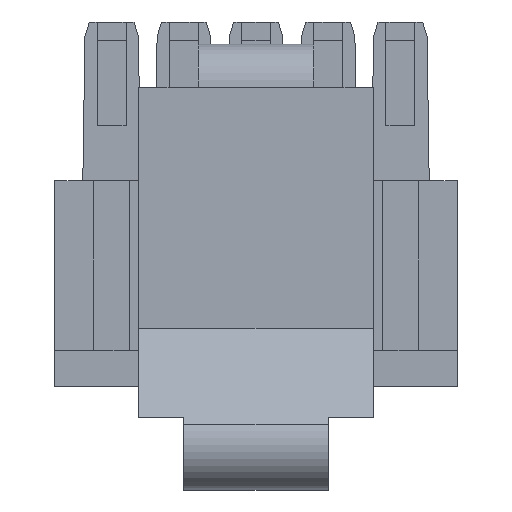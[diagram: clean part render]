
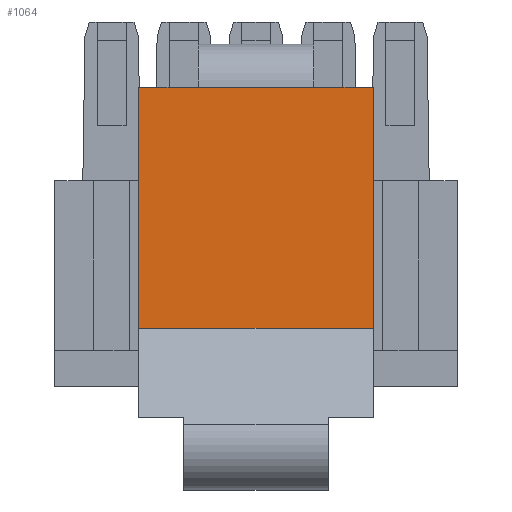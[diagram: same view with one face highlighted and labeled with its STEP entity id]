
A CAD part, top view. The second image highlights one B-rep face of the part: STEP entity #1064.
In plain terms, the highlighted planar face has unit normal (0, 0, 1).
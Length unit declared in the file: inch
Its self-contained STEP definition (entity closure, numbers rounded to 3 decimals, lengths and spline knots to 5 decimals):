
#1064 = ADVANCED_FACE( '', ( #2272 ), #2273, .F. );
#2272 = FACE_OUTER_BOUND( '', #3603, .T. );
#2273 = PLANE( '', #3604 );
#3603 = EDGE_LOOP( '', ( #6890, #6891, #6892, #6893, #6894, #6895, #6896, #6897, #6898, #6899 ) );
#3604 = AXIS2_PLACEMENT_3D( '', #6900, #6901, #6902 );
#6890 = ORIENTED_EDGE( '', *, *, #8391, .F. );
#6891 = ORIENTED_EDGE( '', *, *, #8308, .F. );
#6892 = ORIENTED_EDGE( '', *, *, #9496, .T. );
#6893 = ORIENTED_EDGE( '', *, *, #9497, .T. );
#6894 = ORIENTED_EDGE( '', *, *, #9359, .F. );
#6895 = ORIENTED_EDGE( '', *, *, #9293, .T. );
#6896 = ORIENTED_EDGE( '', *, *, #9307, .F. );
#6897 = ORIENTED_EDGE( '', *, *, #8248, .F. );
#6898 = ORIENTED_EDGE( '', *, *, #9200, .F. );
#6899 = ORIENTED_EDGE( '', *, *, #8573, .F. );
#6900 = CARTESIAN_POINT( '', ( 0.06, 0.354, 0.255 ) );
#6901 = DIRECTION( '', ( 0., 0., -1. ) );
#6902 = DIRECTION( '', ( -1., 0., 0. ) );
#8248 = EDGE_CURVE( '', #10016, #10018, #10019, .T. );
#8308 = EDGE_CURVE( '', #10125, #10126, #10127, .T. );
#8391 = EDGE_CURVE( '', #10126, #10268, #10269, .T. );
#8573 = EDGE_CURVE( '', #10268, #10572, #10573, .T. );
#9200 = EDGE_CURVE( '', #10572, #10016, #11531, .T. );
#9293 = EDGE_CURVE( '', #11660, #11658, #11661, .T. );
#9307 = EDGE_CURVE( '', #10018, #11658, #11679, .T. );
#9359 = EDGE_CURVE( '', #11660, #10537, #11745, .T. );
#9496 = EDGE_CURVE( '', #10125, #11921, #11922, .T. );
#9497 = EDGE_CURVE( '', #11921, #10537, #11923, .T. );
#10016 = VERTEX_POINT( '', #12597 );
#10018 = VERTEX_POINT( '', #12599 );
#10019 = LINE( '', #12600, #12601 );
#10125 = VERTEX_POINT( '', #12756 );
#10126 = VERTEX_POINT( '', #12757 );
#10127 = LINE( '', #12758, #12759 );
#10268 = VERTEX_POINT( '', #12966 );
#10269 = LINE( '', #12967, #12968 );
#10537 = VERTEX_POINT( '', #13356 );
#10572 = VERTEX_POINT( '', #13407 );
#10573 = LINE( '', #13408, #13409 );
#11531 = LINE( '', #14859, #14860 );
#11658 = VERTEX_POINT( '', #15053 );
#11660 = VERTEX_POINT( '', #15056 );
#11661 = LINE( '', #15057, #15058 );
#11679 = LINE( '', #15085, #15086 );
#11745 = LINE( '', #15189, #15190 );
#11921 = VERTEX_POINT( '', #15457 );
#11922 = LINE( '', #15458, #15459 );
#11923 = LINE( '', #15460, #15461 );
#12597 = CARTESIAN_POINT( '', ( -0.1, -0.084, 0.255 ) );
#12599 = CARTESIAN_POINT( '', ( -0.1, -0.044, 0.255 ) );
#12600 = CARTESIAN_POINT( '', ( -0.1, 0.354, 0.255 ) );
#12601 = VECTOR( '', #15944, 39.37008 );
#12756 = CARTESIAN_POINT( '', ( 0.1625, 0.414, 0.255 ) );
#12757 = CARTESIAN_POINT( '', ( 0.1625, -0.044, 0.255 ) );
#12758 = CARTESIAN_POINT( '', ( 0.1625, 0.414, 0.255 ) );
#12759 = VECTOR( '', #15994, 39.37008 );
#12966 = CARTESIAN_POINT( '', ( 0.1, -0.044, 0.255 ) );
#12967 = CARTESIAN_POINT( '', ( 0.06, -0.044, 0.255 ) );
#12968 = VECTOR( '', #16061, 39.37008 );
#13356 = CARTESIAN_POINT( '', ( -0.08, 0.414, 0.255 ) );
#13407 = CARTESIAN_POINT( '', ( 0.1, -0.084, 0.255 ) );
#13408 = CARTESIAN_POINT( '', ( 0.1, 0.354, 0.255 ) );
#13409 = VECTOR( '', #16222, 39.37008 );
#14859 = CARTESIAN_POINT( '', ( 0.1625, -0.084, 0.255 ) );
#14860 = VECTOR( '', #16730, 39.37008 );
#15053 = CARTESIAN_POINT( '', ( -0.1625, -0.044, 0.255 ) );
#15056 = CARTESIAN_POINT( '', ( -0.1625, 0.414, 0.255 ) );
#15057 = CARTESIAN_POINT( '', ( -0.1625, 0.414, 0.255 ) );
#15058 = VECTOR( '', #16798, 39.37008 );
#15085 = CARTESIAN_POINT( '', ( 0.06, -0.044, 0.255 ) );
#15086 = VECTOR( '', #16808, 39.37008 );
#15189 = CARTESIAN_POINT( '', ( 0.06, 0.414, 0.255 ) );
#15190 = VECTOR( '', #16846, 39.37008 );
#15457 = CARTESIAN_POINT( '', ( 0.08, 0.414, 0.255 ) );
#15458 = CARTESIAN_POINT( '', ( 0.1625, 0.414, 0.255 ) );
#15459 = VECTOR( '', #16938, 39.37008 );
#15460 = CARTESIAN_POINT( '', ( 0.1625, 0.414, 0.255 ) );
#15461 = VECTOR( '', #16939, 39.37008 );
#15944 = DIRECTION( '', ( 0., 1., 0. ) );
#15994 = DIRECTION( '', ( 0., -1., 0. ) );
#16061 = DIRECTION( '', ( -1., 0., 0. ) );
#16222 = DIRECTION( '', ( 0., -1., 0. ) );
#16730 = DIRECTION( '', ( -1., 0., 0. ) );
#16798 = DIRECTION( '', ( 0., -1., 0. ) );
#16808 = DIRECTION( '', ( -1., 0., 0. ) );
#16846 = DIRECTION( '', ( 1., 0., 0. ) );
#16938 = DIRECTION( '', ( -1., 0., 0. ) );
#16939 = DIRECTION( '', ( -1., 0., 0. ) );
